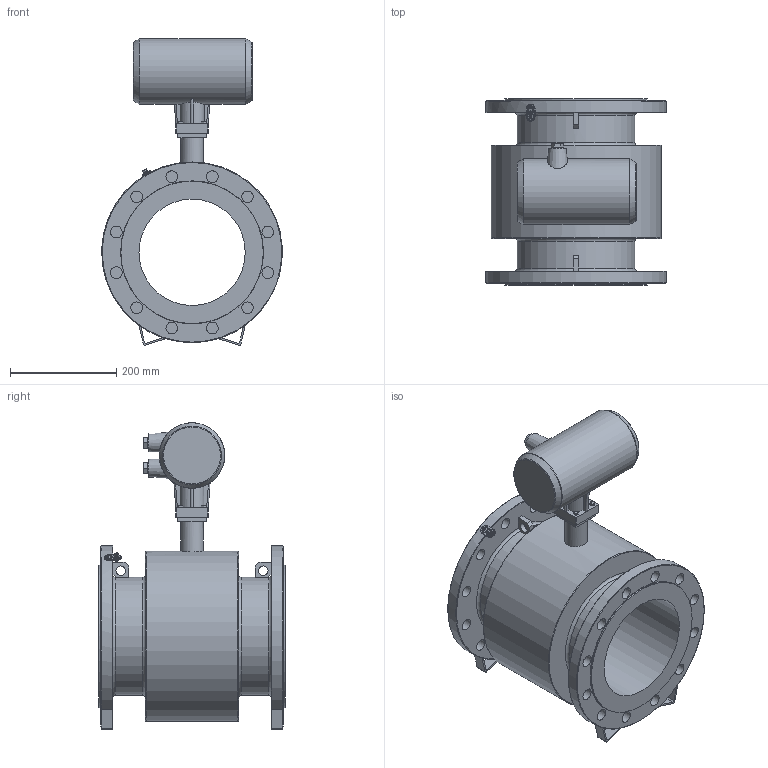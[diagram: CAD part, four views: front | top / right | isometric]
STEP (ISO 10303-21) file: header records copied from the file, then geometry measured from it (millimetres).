
FILE_DESCRIPTION(/* description */ (''),/* implementation_level */ '2;1');
FILE_NAME(/* name */ 'Flowmeter DN200 PN16 Compact.step',/* time_stamp */ '2023-10-06T12:24:30+03:00',/* author */ (''),/* organization */ (''),/* preprocessor_version */ 'ST-DEVELOPER v20',/* originating_system */ 'Autodesk Translation Framework v12.14.0.127',/* authorisation */ '');
FILE_SCHEMA (('AUTOMOTIVE_DESIGN { 1 0 10303 214 3 1 1 }'));
Length unit declared in the file: millimetre
Products named in the file (3): (Unsaved); Flowmeter v11; A_Compact_version
Assembly tree (2 placements, depth 3):
  (Unsaved)
    Flowmeter v11
      A_Compact_version
Bounding box: 339.57 x 350 x 577 mm (x, y, z)
Volume: 15036596.2 mm3; surface area: 1028219.9 mm2
Topology: 1 solids, 6 shells, 661 faces, 1691 edges, 1091 vertices
Faces by surface type: plane 233, cylinder 166, bspline 157, cone 91, torus 14
Full cylindrical faces by diameter (mm): 3.332 x2, 3.961 x9, 4.234 x4, 5 x11, 5.5 x1, 6.5 x4, 8 x2, 10.394 x1, 12.394 x1, 14 x1, 17 x2, 18 x2, 18.137 x10, 18.631 x12, 22 x24, 29 x1, 42 x2, 72 x1, 110 x2, 113 x2, 123.5 x1, 200 x1, 221.5 x2, 268 x2, 320 x1
Entity records: 54893 total; most frequent: CARTESIAN_POINT 39744, ORIENTED_EDGE 3382, DIRECTION 2504, EDGE_CURVE 1691, VERTEX_POINT 1091, AXIS2_PLACEMENT_3D 925, EDGE_LOOP 802, FACE_OUTER_BOUND 661
